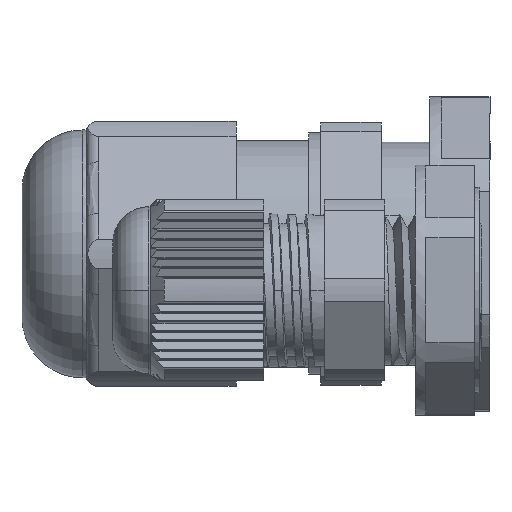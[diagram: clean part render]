
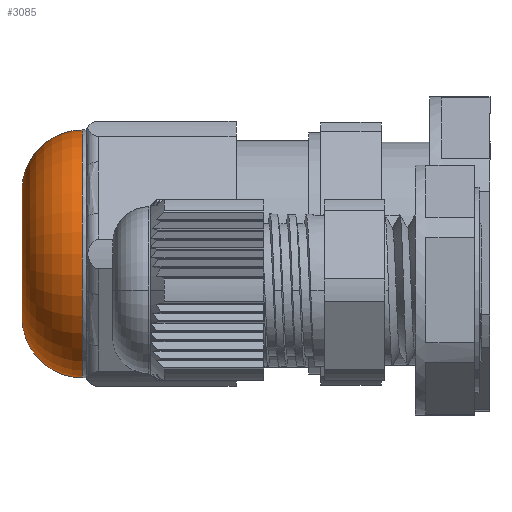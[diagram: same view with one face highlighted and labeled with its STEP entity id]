
A CAD part, front view. The second image highlights one B-rep face of the part: STEP entity #3085.
In plain terms, the highlighted toroidal (fillet/blend) face has major radius 5.25 mm and minor radius 5 mm.
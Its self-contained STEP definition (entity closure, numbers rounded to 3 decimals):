
#664 = VERTEX_POINT('',#665);
#665 = CARTESIAN_POINT('',(-5.25,0.,0.));
#666 = VERTEX_POINT('',#667);
#667 = CARTESIAN_POINT('',(5.25,0.,0.));
#674 = EDGE_CURVE('',#664,#675,#677,.T.);
#675 = VERTEX_POINT('',#676);
#676 = CARTESIAN_POINT('',(-10.25,0.,5.));
#677 = CIRCLE('',#678,5.);
#678 = AXIS2_PLACEMENT_3D('',#679,#680,#681);
#679 = CARTESIAN_POINT('',(-5.25,0.,5.));
#680 = DIRECTION('',(0.,1.,-0.));
#681 = DIRECTION('',(-1.,0.,0.));
#684 = VERTEX_POINT('',#685);
#685 = CARTESIAN_POINT('',(10.25,0.,5.));
#692 = EDGE_CURVE('',#666,#684,#693,.T.);
#693 = CIRCLE('',#694,5.);
#694 = AXIS2_PLACEMENT_3D('',#695,#696,#697);
#695 = CARTESIAN_POINT('',(5.25,0.,5.));
#696 = DIRECTION('',(0.,-1.,0.));
#697 = DIRECTION('',(0.,0.,-1.));
#757 = EDGE_CURVE('',#666,#664,#758,.T.);
#758 = CIRCLE('',#759,5.25);
#759 = AXIS2_PLACEMENT_3D('',#760,#761,#762);
#760 = CARTESIAN_POINT('',(0.,0.,0.));
#761 = DIRECTION('',(0.,0.,-1.));
#762 = DIRECTION('',(-1.,0.,0.));
#2586 = EDGE_CURVE('',#675,#684,#2587,.T.);
#2587 = CIRCLE('',#2588,10.25);
#2588 = AXIS2_PLACEMENT_3D('',#2589,#2590,#2591);
#2589 = CARTESIAN_POINT('',(0.,0.,5.));
#2590 = DIRECTION('',(0.,0.,1.));
#2591 = DIRECTION('',(1.,0.,-0.));
#3085 = ADVANCED_FACE('',(#3086),#3092,.T.);
#3086 = FACE_BOUND('',#3087,.T.);
#3087 = EDGE_LOOP('',(#3088,#3089,#3090,#3091));
#3088 = ORIENTED_EDGE('',*,*,#674,.F.);
#3089 = ORIENTED_EDGE('',*,*,#757,.F.);
#3090 = ORIENTED_EDGE('',*,*,#692,.T.);
#3091 = ORIENTED_EDGE('',*,*,#2586,.F.);
#3092 = TOROIDAL_SURFACE('',#3093,5.25,5.);
#3093 = AXIS2_PLACEMENT_3D('',#3094,#3095,#3096);
#3094 = CARTESIAN_POINT('',(0.,0.,5.));
#3095 = DIRECTION('',(0.,0.,1.));
#3096 = DIRECTION('',(1.,0.,-0.));
